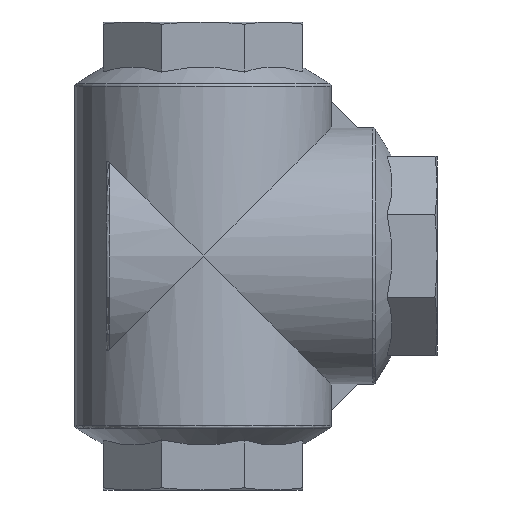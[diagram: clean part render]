
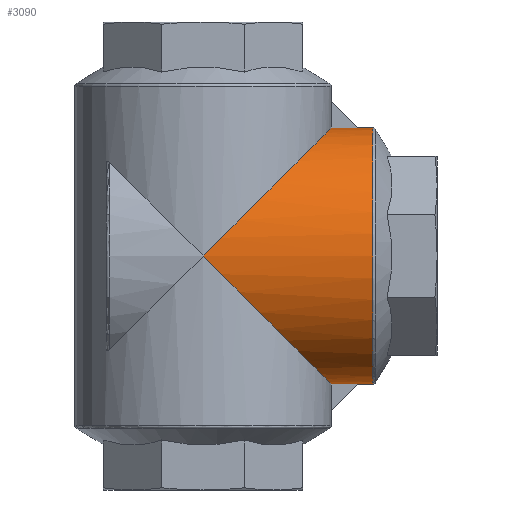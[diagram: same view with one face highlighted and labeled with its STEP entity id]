
A CAD part, front view. The second image highlights one B-rep face of the part: STEP entity #3090.
In plain terms, the highlighted cylindrical face has radius 43 mm (diameter 86 mm), a full revolution.
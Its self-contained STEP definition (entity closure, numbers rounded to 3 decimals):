
#25=ELLIPSE('',#3359,60.811,43.);
#27=ELLIPSE('',#3361,60.811,43.);
#30=ELLIPSE('',#3364,60.811,43.);
#32=ELLIPSE('',#3366,60.811,43.);
#33=ELLIPSE('',#3370,60.811,43.);
#34=ELLIPSE('',#3371,60.811,43.);
#153=B_SPLINE_CURVE_WITH_KNOTS('',3,(#4831,#4832,#4833,#4834,#4835,#4836,
#4837,#4838,#4839,#4840),.UNSPECIFIED.,.F.,.F.,(4,1,1,1,1,1,1,4),(0.063,
0.066,0.069,0.073,0.076,
0.079,0.082,0.088),.UNSPECIFIED.);
#413=LINE('',#5085,#592);
#414=LINE('',#5087,#593);
#415=LINE('',#5091,#594);
#416=LINE('',#5092,#595);
#592=VECTOR('',#3913,1000.);
#593=VECTOR('',#3914,1000.);
#594=VECTOR('',#3917,1000.);
#595=VECTOR('',#3918,1000.);
#943=ORIENTED_EDGE('',*,*,#1829,.F.);
#944=ORIENTED_EDGE('',*,*,#1830,.F.);
#945=ORIENTED_EDGE('',*,*,#1813,.T.);
#946=ORIENTED_EDGE('',*,*,#1754,.F.);
#947=ORIENTED_EDGE('',*,*,#1827,.T.);
#948=ORIENTED_EDGE('',*,*,#1831,.F.);
#949=ORIENTED_EDGE('',*,*,#1832,.F.);
#950=ORIENTED_EDGE('',*,*,#1833,.T.);
#951=ORIENTED_EDGE('',*,*,#1823,.T.);
#952=ORIENTED_EDGE('',*,*,#1817,.T.);
#953=ORIENTED_EDGE('',*,*,#1834,.T.);
#954=ORIENTED_EDGE('',*,*,#1835,.F.);
#1754=EDGE_CURVE('',#2193,#2190,#153,.T.);
#1813=EDGE_CURVE('',#2243,#2190,#25,.F.);
#1817=EDGE_CURVE('',#2247,#2246,#27,.F.);
#1823=EDGE_CURVE('',#2252,#2247,#30,.T.);
#1827=EDGE_CURVE('',#2193,#2255,#32,.T.);
#1829=EDGE_CURVE('',#2257,#2257,#2459,.T.);
#1830=EDGE_CURVE('',#2243,#2258,#413,.T.);
#1831=EDGE_CURVE('',#2259,#2255,#414,.F.);
#1832=EDGE_CURVE('',#2260,#2259,#33,.T.);
#1833=EDGE_CURVE('',#2260,#2252,#415,.F.);
#1834=EDGE_CURVE('',#2246,#2261,#416,.T.);
#1835=EDGE_CURVE('',#2258,#2261,#34,.T.);
#2190=VERTEX_POINT('',#4806);
#2193=VERTEX_POINT('',#4830);
#2243=VERTEX_POINT('',#5041);
#2246=VERTEX_POINT('',#5047);
#2247=VERTEX_POINT('',#5049);
#2252=VERTEX_POINT('',#5072);
#2255=VERTEX_POINT('',#5078);
#2257=VERTEX_POINT('',#5084);
#2258=VERTEX_POINT('',#5086);
#2259=VERTEX_POINT('',#5088);
#2260=VERTEX_POINT('',#5090);
#2261=VERTEX_POINT('',#5093);
#2459=CIRCLE('',#3369,43.);
#2580=EDGE_LOOP('',(#943));
#2581=EDGE_LOOP('',(#944,#945,#946,#947,#948,#949,#950,#951,#952,#953,#954));
#2818=FACE_BOUND('',#2580,.T.);
#2819=FACE_BOUND('',#2581,.T.);
#3021=CYLINDRICAL_SURFACE('',#3368,43.);
#3090=ADVANCED_FACE('',(#2818,#2819),#3021,.T.);
#3359=AXIS2_PLACEMENT_3D('',#5040,#3886,#3887);
#3361=AXIS2_PLACEMENT_3D('',#5048,#3892,#3893);
#3364=AXIS2_PLACEMENT_3D('',#5071,#3899,#3900);
#3366=AXIS2_PLACEMENT_3D('',#5079,#3905,#3906);
#3368=AXIS2_PLACEMENT_3D('',#5082,#3909,#3910);
#3369=AXIS2_PLACEMENT_3D('',#5083,#3911,#3912);
#3370=AXIS2_PLACEMENT_3D('',#5089,#3915,#3916);
#3371=AXIS2_PLACEMENT_3D('',#5094,#3919,#3920);
#3886=DIRECTION('',(-0.707,0.,-0.707));
#3887=DIRECTION('',(0.707,0.,-0.707));
#3892=DIRECTION('',(-0.707,0.,-0.707));
#3893=DIRECTION('',(0.707,0.,-0.707));
#3899=DIRECTION('',(0.707,0.,-0.707));
#3900=DIRECTION('',(-0.707,0.,-0.707));
#3905=DIRECTION('',(0.707,0.,-0.707));
#3906=DIRECTION('',(-0.707,0.,-0.707));
#3909=DIRECTION('',(1.,0.,0.));
#3910=DIRECTION('',(0.,0.,-1.));
#3911=DIRECTION('',(1.,0.,0.));
#3912=DIRECTION('',(0.,0.,-1.));
#3913=DIRECTION('',(1.,0.,0.));
#3914=DIRECTION('',(1.,0.,0.));
#3915=DIRECTION('',(-0.707,0.,-0.707));
#3916=DIRECTION('',(0.707,0.,-0.707));
#3917=DIRECTION('',(1.,0.,0.));
#3918=DIRECTION('',(1.,0.,0.));
#3919=DIRECTION('',(-0.707,0.,0.707));
#3920=DIRECTION('',(0.707,0.,0.707));
#4806=CARTESIAN_POINT('',(11.314,41.485,-11.314));
#4830=CARTESIAN_POINT('',(11.314,41.485,11.314));
#4831=CARTESIAN_POINT('',(11.314,41.485,11.314));
#4832=CARTESIAN_POINT('',(12.053,41.687,10.574));
#4833=CARTESIAN_POINT('',(13.367,42.081,8.978));
#4834=CARTESIAN_POINT('',(14.866,42.586,6.188));
#4835=CARTESIAN_POINT('',(15.786,42.92,3.188));
#4836=CARTESIAN_POINT('',(16.106,43.04,-0.007));
#4837=CARTESIAN_POINT('',(15.792,42.922,-3.156));
#4838=CARTESIAN_POINT('',(14.553,42.473,-7.215));
#4839=CARTESIAN_POINT('',(12.78,41.885,-9.847));
#4840=CARTESIAN_POINT('',(11.314,41.485,-11.314));
#5040=CARTESIAN_POINT('',(0.,0.,0.));
#5041=CARTESIAN_POINT('',(42.936,2.35,-42.936));
#5047=CARTESIAN_POINT('',(42.936,-2.35,-42.936));
#5048=CARTESIAN_POINT('',(0.,0.,0.));
#5049=CARTESIAN_POINT('',(0.,-43.,0.));
#5071=CARTESIAN_POINT('',(0.,0.,0.));
#5072=CARTESIAN_POINT('',(42.936,-2.35,42.936));
#5078=CARTESIAN_POINT('',(42.936,2.35,42.936));
#5079=CARTESIAN_POINT('',(0.,0.,0.));
#5082=CARTESIAN_POINT('',(78.5,0.,0.));
#5083=CARTESIAN_POINT('',(56.946,0.,0.));
#5084=CARTESIAN_POINT('',(56.946,0.,-43.));
#5085=CARTESIAN_POINT('',(78.5,2.35,-42.936));
#5086=CARTESIAN_POINT('',(51.961,2.35,-42.936));
#5087=CARTESIAN_POINT('',(78.5,2.35,42.936));
#5088=CARTESIAN_POINT('',(51.961,2.35,42.936));
#5089=CARTESIAN_POINT('',(94.897,0.,0.));
#5090=CARTESIAN_POINT('',(51.961,-2.35,42.936));
#5091=CARTESIAN_POINT('',(78.5,-2.35,42.936));
#5092=CARTESIAN_POINT('',(78.5,-2.35,-42.936));
#5093=CARTESIAN_POINT('',(51.961,-2.35,-42.936));
#5094=CARTESIAN_POINT('',(94.897,0.,0.));
